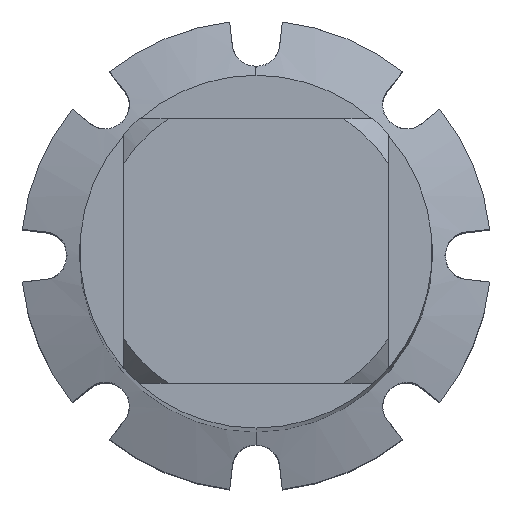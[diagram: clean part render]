
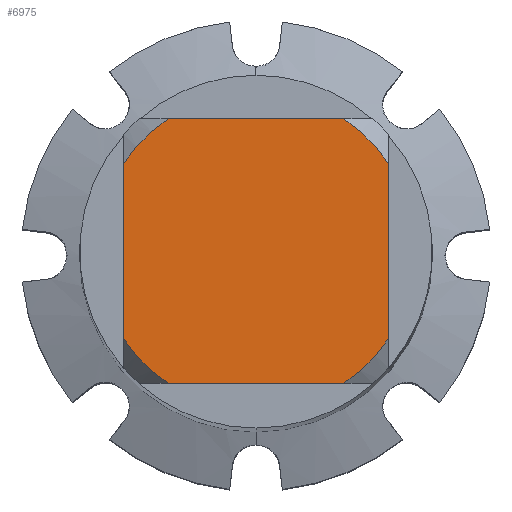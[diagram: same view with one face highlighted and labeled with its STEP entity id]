
A CAD part, top view. The second image highlights one B-rep face of the part: STEP entity #6975.
In plain terms, the highlighted planar face has unit normal (0, 0, 1).
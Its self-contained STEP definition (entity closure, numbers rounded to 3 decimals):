
#3705=EDGE_CURVE('',#8187,#9037,#11060,.T.);
#4831=EDGE_CURVE('',#5299,#9125,#12284,.T.);
#5173=EDGE_CURVE('',#6473,#9125,#12658,.T.);
#5299=VERTEX_POINT('',#12793);
#6473=VERTEX_POINT('',#14070);
#6743=EDGE_CURVE('',#6473,#8575,#14364,.T.);
#6975=ADVANCED_FACE('',(#14617),#14618,.T.);
#7285=EDGE_CURVE('',#8187,#8575,#14952,.T.);
#8157=EDGE_CURVE('',#8451,#9037,#15894,.T.);
#8187=VERTEX_POINT('',#15927);
#8451=VERTEX_POINT('',#16214);
#8575=VERTEX_POINT('',#16352);
#9037=VERTEX_POINT('',#16853);
#9115=EDGE_CURVE('',#8451,#10791,#16939,.T.);
#9125=VERTEX_POINT('',#16951);
#10163=EDGE_CURVE('',#5299,#10791,#18069,.T.);
#10791=VERTEX_POINT('',#18746);
#11060=LINE('',#19028,#19029);
#12284=LINE('',#21213,#21214);
#12658=CIRCLE('',#21967,5.4);
#12793=CARTESIAN_POINT('',(-4.5,2.985,0.0));
#14070=CARTESIAN_POINT('',(-2.985,-4.5,0.0));
#14364=LINE('',#25038,#25039);
#14617=FACE_OUTER_BOUND('',#25439,.T.);
#14618=PLANE('',#25440);
#14952=CIRCLE('',#26053,5.4);
#15894=CIRCLE('',#27778,5.4);
#15927=CARTESIAN_POINT('',(4.5,-2.985,0.0));
#16214=CARTESIAN_POINT('',(2.985,4.5,0.0));
#16352=CARTESIAN_POINT('',(2.985,-4.5,0.0));
#16853=CARTESIAN_POINT('',(4.5,2.985,0.0));
#16939=LINE('',#29671,#29672);
#16951=CARTESIAN_POINT('',(-4.5,-2.985,0.0));
#18069=CIRCLE('',#31644,5.4);
#18746=CARTESIAN_POINT('',(-2.985,4.5,0.0));
#19028=CARTESIAN_POINT('',(4.5,1.35,0.0));
#19029=VECTOR('',#33338,1.0);
#21213=CARTESIAN_POINT('',(-4.5,1.35,0.0));
#21214=VECTOR('',#34557,1.0);
#21967=AXIS2_PLACEMENT_3D('',#34964,#34965,#34966);
#25038=CARTESIAN_POINT('',(0.0,-4.5,0.0));
#25039=VECTOR('',#36858,1.0);
#25439=EDGE_LOOP('',(#37138,#37139,#37140,#37141,#37142,#37143,#37144,#37145));
#25440=AXIS2_PLACEMENT_3D('',#37146,#37147,#37148);
#26053=AXIS2_PLACEMENT_3D('',#37447,#37448,#37449);
#27778=AXIS2_PLACEMENT_3D('',#38338,#38339,#38340);
#29671=CARTESIAN_POINT('',(0.0,4.5,0.0));
#29672=VECTOR('',#39506,1.0);
#31644=AXIS2_PLACEMENT_3D('',#40813,#40814,#40815);
#33338=DIRECTION('',(-0.0,1.0,0.0));
#34557=DIRECTION('',(-0.0,-1.0,0.0));
#34964=CARTESIAN_POINT('',(0.0,0.0,0.0));
#34965=DIRECTION('',(0.0,0.0,-1.0));
#34966=DIRECTION('',(0.0,1.0,0.0));
#36858=DIRECTION('',(1.0,0.0,0.0));
#37138=ORIENTED_EDGE('',*,*,#4831,.T.);
#37139=ORIENTED_EDGE('',*,*,#5173,.F.);
#37140=ORIENTED_EDGE('',*,*,#6743,.T.);
#37141=ORIENTED_EDGE('',*,*,#7285,.F.);
#37142=ORIENTED_EDGE('',*,*,#3705,.T.);
#37143=ORIENTED_EDGE('',*,*,#8157,.F.);
#37144=ORIENTED_EDGE('',*,*,#9115,.T.);
#37145=ORIENTED_EDGE('',*,*,#10163,.F.);
#37146=CARTESIAN_POINT('',(0.0,2.7,0.0));
#37147=DIRECTION('',(-0.0,0.0,1.0));
#37148=DIRECTION('',(0.0,-1.0,0.0));
#37447=CARTESIAN_POINT('',(0.0,0.0,0.0));
#37448=DIRECTION('',(0.0,0.0,-1.0));
#37449=DIRECTION('',(0.0,1.0,0.0));
#38338=CARTESIAN_POINT('',(0.0,0.0,0.0));
#38339=DIRECTION('',(0.0,0.0,-1.0));
#38340=DIRECTION('',(0.0,1.0,0.0));
#39506=DIRECTION('',(-1.0,0.0,0.0));
#40813=CARTESIAN_POINT('',(0.0,0.0,0.0));
#40814=DIRECTION('',(0.0,0.0,-1.0));
#40815=DIRECTION('',(0.0,1.0,0.0));
